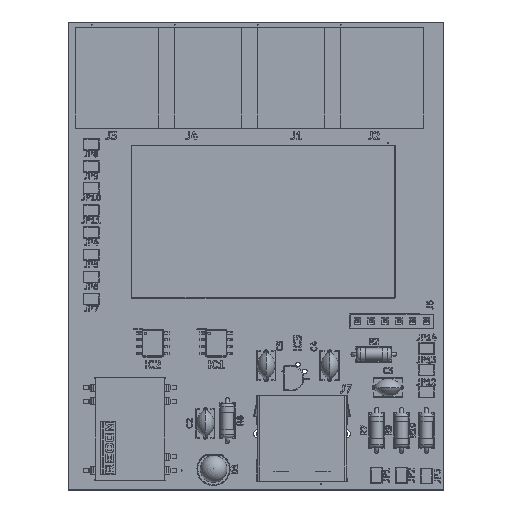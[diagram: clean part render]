
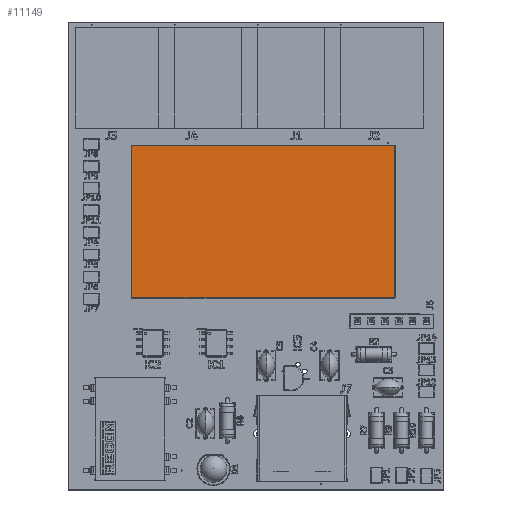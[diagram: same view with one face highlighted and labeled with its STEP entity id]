
A CAD part, top view. The second image highlights one B-rep face of the part: STEP entity #11149.
In plain terms, the highlighted planar face has unit normal (0, 0, 1).
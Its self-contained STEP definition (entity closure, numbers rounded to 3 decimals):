
#11020 = VERTEX_POINT('',#11021);
#11021 = CARTESIAN_POINT('',(-1.24,1.25,5.));
#11027 = EDGE_CURVE('',#11020,#11028,#11030,.T.);
#11028 = VERTEX_POINT('',#11029);
#11029 = CARTESIAN_POINT('',(26.7,1.25,5.));
#11030 = LINE('',#11031,#11032);
#11031 = CARTESIAN_POINT('',(-1.24,1.25,5.));
#11032 = VECTOR('',#11033,1.);
#11033 = DIRECTION('',(1.,0.,0.));
#11058 = EDGE_CURVE('',#11028,#11059,#11061,.T.);
#11059 = VERTEX_POINT('',#11060);
#11060 = CARTESIAN_POINT('',(26.7,-47.01,5.));
#11061 = LINE('',#11062,#11063);
#11062 = CARTESIAN_POINT('',(26.7,1.25,5.));
#11063 = VECTOR('',#11064,1.);
#11064 = DIRECTION('',(0.,-1.,0.));
#11089 = EDGE_CURVE('',#11059,#11090,#11092,.T.);
#11090 = VERTEX_POINT('',#11091);
#11091 = CARTESIAN_POINT('',(-1.24,-47.01,5.));
#11092 = LINE('',#11093,#11094);
#11093 = CARTESIAN_POINT('',(26.7,-47.01,5.));
#11094 = VECTOR('',#11095,1.);
#11095 = DIRECTION('',(-1.,0.,0.));
#11120 = EDGE_CURVE('',#11090,#11020,#11121,.T.);
#11121 = LINE('',#11122,#11123);
#11122 = CARTESIAN_POINT('',(-1.24,-47.01,5.));
#11123 = VECTOR('',#11124,1.);
#11124 = DIRECTION('',(0.,1.,0.));
#11149 = ADVANCED_FACE('',(#11150),#11156,.F.);
#11150 = FACE_BOUND('',#11151,.F.);
#11151 = EDGE_LOOP('',(#11152,#11153,#11154,#11155));
#11152 = ORIENTED_EDGE('',*,*,#11027,.T.);
#11153 = ORIENTED_EDGE('',*,*,#11058,.T.);
#11154 = ORIENTED_EDGE('',*,*,#11089,.T.);
#11155 = ORIENTED_EDGE('',*,*,#11120,.T.);
#11156 = PLANE('',#11157);
#11157 = AXIS2_PLACEMENT_3D('',#11158,#11159,#11160);
#11158 = CARTESIAN_POINT('',(12.73,-22.88,5.));
#11159 = DIRECTION('',(0.,0.,-1.));
#11160 = DIRECTION('',(-1.,0.,0.));
